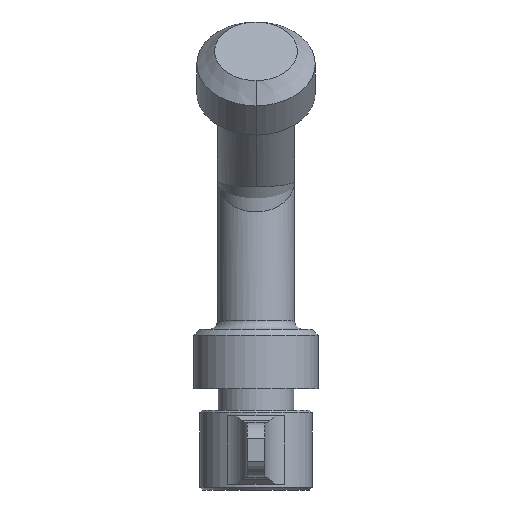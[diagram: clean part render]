
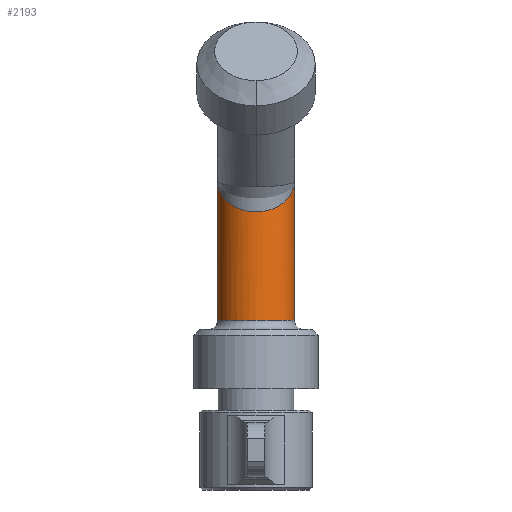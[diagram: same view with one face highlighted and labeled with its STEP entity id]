
A CAD part, front view. The second image highlights one B-rep face of the part: STEP entity #2193.
In plain terms, the highlighted cylindrical face has radius 6.5 mm (diameter 13 mm), a partial arc.
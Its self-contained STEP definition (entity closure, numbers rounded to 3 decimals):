
#49 = CARTESIAN_POINT ( 'NONE',  ( 0., 0., 0. ) ) ;
#60 = CARTESIAN_POINT ( 'NONE',  ( 6.5, 0., 0. ) ) ;
#78 =( BOUNDED_CURVE ( )  B_SPLINE_CURVE ( 3, ( #1958, #314, #2150, #1296 ),
 .UNSPECIFIED., .F., .T. ) 
 B_SPLINE_CURVE_WITH_KNOTS ( ( 4, 4 ),
 ( 1.571, 4.712 ),
 .UNSPECIFIED. ) 
 CURVE ( )  GEOMETRIC_REPRESENTATION_ITEM ( )  RATIONAL_B_SPLINE_CURVE ( ( 1., 0.333, 0.333, 1. ) ) 
 REPRESENTATION_ITEM ( '' )  );
#247 = CARTESIAN_POINT ( 'NONE',  ( -6.5, 0., 0. ) ) ;
#265 = FACE_OUTER_BOUND ( 'NONE', #2122, .T. ) ;
#266 = VERTEX_POINT ( 'NONE', #2132 ) ;
#309 = VECTOR ( 'NONE', #1970, 1000. ) ;
#314 = CARTESIAN_POINT ( 'NONE',  ( 6.5, -13., -10.355 ) ) ;
#399 = CARTESIAN_POINT ( 'NONE',  ( 6.5, 0., -23.5 ) ) ;
#423 = VERTEX_POINT ( 'NONE', #1862 ) ;
#476 = DIRECTION ( 'NONE',  ( 0., 0., 1. ) ) ;
#579 = AXIS2_PLACEMENT_3D ( 'NONE', #2373, #2241, #982 ) ;
#651 = ORIENTED_EDGE ( 'NONE', *, *, #940, .T. ) ;
#767 = VERTEX_POINT ( 'NONE', #247 ) ;
#917 = ORIENTED_EDGE ( 'NONE', *, *, #1774, .F. ) ;
#940 = EDGE_CURVE ( 'NONE', #266, #2016, #1767, .T. ) ;
#982 = DIRECTION ( 'NONE',  ( 1., 0., 0. ) ) ;
#1073 = CYLINDRICAL_SURFACE ( 'NONE', #1084, 6.5 ) ;
#1084 = AXIS2_PLACEMENT_3D ( 'NONE', #49, #1701, #2532 ) ;
#1136 = LINE ( 'NONE', #1916, #309 ) ;
#1167 = ORIENTED_EDGE ( 'NONE', *, *, #1216, .T. ) ;
#1216 = EDGE_CURVE ( 'NONE', #423, #767, #78, .T. ) ;
#1296 = CARTESIAN_POINT ( 'NONE',  ( -6.5, 0., 0. ) ) ;
#1352 = ORIENTED_EDGE ( 'NONE', *, *, #2631, .T. ) ;
#1701 = DIRECTION ( 'NONE',  ( 0., 0., 1. ) ) ;
#1767 = CIRCLE ( 'NONE', #579, 6.5 ) ;
#1774 = EDGE_CURVE ( 'NONE', #266, #767, #1136, .T. ) ;
#1862 = CARTESIAN_POINT ( 'NONE',  ( 6.5, 0., 0. ) ) ;
#1916 = CARTESIAN_POINT ( 'NONE',  ( -6.5, 0., 0. ) ) ;
#1923 = LINE ( 'NONE', #60, #2653 ) ;
#1958 = CARTESIAN_POINT ( 'NONE',  ( 6.5, 0., 0. ) ) ;
#1970 = DIRECTION ( 'NONE',  ( 0., 0., 1. ) ) ;
#2016 = VERTEX_POINT ( 'NONE', #399 ) ;
#2122 = EDGE_LOOP ( 'NONE', ( #917, #651, #1352, #1167 ) ) ;
#2132 = CARTESIAN_POINT ( 'NONE',  ( -6.5, 0., -23.5 ) ) ;
#2150 = CARTESIAN_POINT ( 'NONE',  ( -6.5, -13., -10.355 ) ) ;
#2193 = ADVANCED_FACE ( 'NONE', ( #265 ), #1073, .T. ) ;
#2241 = DIRECTION ( 'NONE',  ( 0., 0., 1. ) ) ;
#2373 = CARTESIAN_POINT ( 'NONE',  ( 0., 0., -23.5 ) ) ;
#2532 = DIRECTION ( 'NONE',  ( 1., 0., 0. ) ) ;
#2631 = EDGE_CURVE ( 'NONE', #2016, #423, #1923, .T. ) ;
#2653 = VECTOR ( 'NONE', #476, 1000. ) ;
